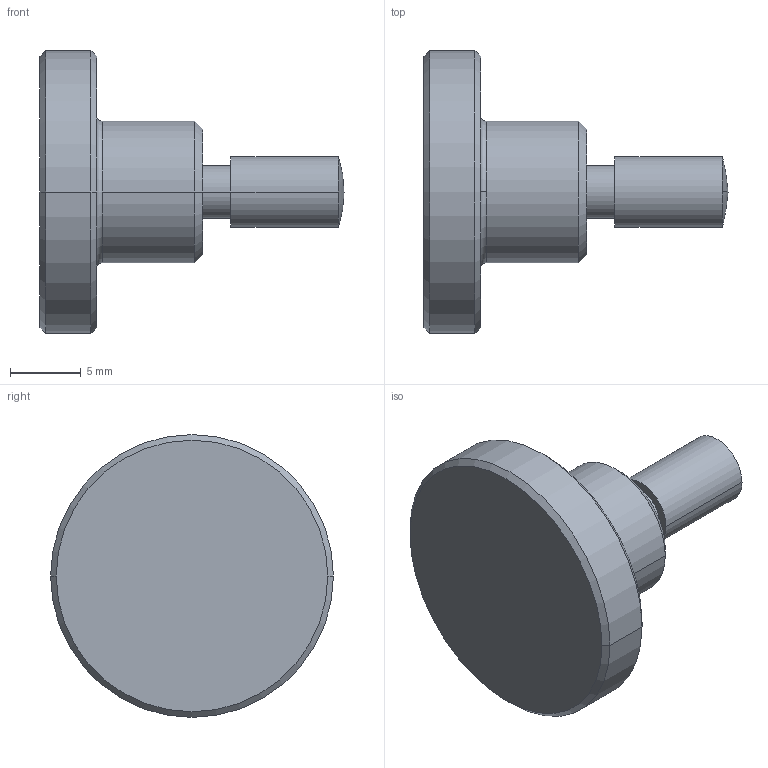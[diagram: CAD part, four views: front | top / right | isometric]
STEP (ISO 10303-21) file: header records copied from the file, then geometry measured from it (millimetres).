
FILE_DESCRIPTION( ( '' ), '1' );
FILE_NAME( 'K0140.052X10.stp', '2012-11-01T10:24:56', ( '' ), ( '' ), ' ', ' ', ' ' );
FILE_SCHEMA( ( 'CONFIG_CONTROL_DESIGN' ) );
Length unit declared in the file: millimetre
Products named in the file (1): 1
Bounding box: 21.5 x 20 x 20 mm (x, y, z)
Volume: 2006.6 mm3; surface area: 1230 mm2
Topology: 1 solids, 1 shells, 22 faces, 46 edges, 29 vertices
Faces by surface type: cylinder 8, cone 6, plane 4, torus 2, sphere 2
Entity records: 646 total; most frequent: DIRECTION 124, CARTESIAN_POINT 98, ORIENTED_EDGE 92, AXIS2_PLACEMENT_3D 55, EDGE_CURVE 46, CIRCLE 32, VERTEX_POINT 29, EDGE_LOOP 25
